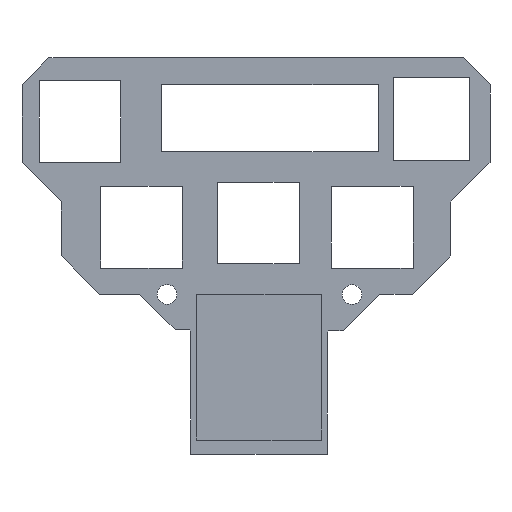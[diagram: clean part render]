
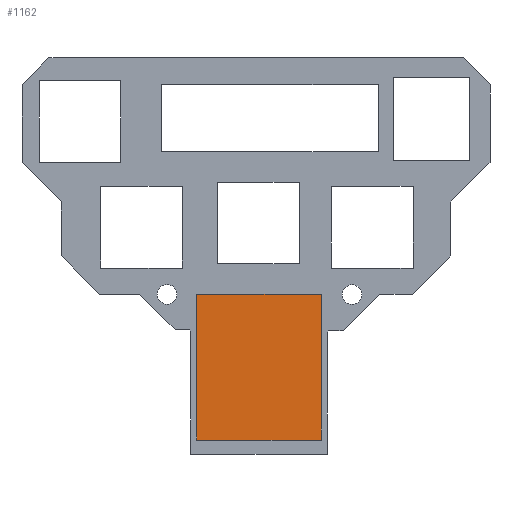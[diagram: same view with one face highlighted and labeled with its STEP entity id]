
A CAD part, front view. The second image highlights one B-rep face of the part: STEP entity #1162.
In plain terms, the highlighted planar face has unit normal (0, -1, 0).
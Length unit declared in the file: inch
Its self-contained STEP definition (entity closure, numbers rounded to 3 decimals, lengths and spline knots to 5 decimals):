
#42=FACE_OUTER_BOUND('',#99,.T.);
#99=EDGE_LOOP('',(#781,#782,#783,#784));
#175=LINE('',#1586,#337);
#179=LINE('',#1595,#341);
#181=LINE('',#1598,#343);
#182=LINE('',#1599,#344);
#337=VECTOR('',#1298,0.3937);
#341=VECTOR('',#1304,0.3937);
#343=VECTOR('',#1308,0.3937);
#344=VECTOR('',#1309,0.3937);
#499=VERTEX_POINT('',#1583);
#500=VERTEX_POINT('',#1585);
#503=VERTEX_POINT('',#1592);
#504=VERTEX_POINT('',#1594);
#609=EDGE_CURVE('',#500,#499,#175,.T.);
#613=EDGE_CURVE('',#504,#503,#179,.T.);
#615=EDGE_CURVE('',#504,#499,#181,.T.);
#616=EDGE_CURVE('',#500,#503,#182,.T.);
#781=ORIENTED_EDGE('',*,*,#615,.F.);
#782=ORIENTED_EDGE('',*,*,#613,.T.);
#783=ORIENTED_EDGE('',*,*,#616,.F.);
#784=ORIENTED_EDGE('',*,*,#609,.T.);
#1107=PLANE('',#1233);
#1162=ADVANCED_FACE('',(#42),#1107,.T.);
#1233=AXIS2_PLACEMENT_3D('',#1597,#1306,#1307);
#1298=DIRECTION('',(-1.,0.,0.));
#1304=DIRECTION('',(1.,0.,0.));
#1306=DIRECTION('center_axis',(0.,-1.,0.));
#1307=DIRECTION('ref_axis',(0.,0.,-1.));
#1308=DIRECTION('',(0.,0.,1.));
#1309=DIRECTION('',(0.,0.,-1.));
#1583=CARTESIAN_POINT('',(0.41964,0.68971,2.12079));
#1585=CARTESIAN_POINT('',(1.18182,0.68971,2.12079));
#1586=CARTESIAN_POINT('',(1.18182,0.68971,2.12079));
#1592=CARTESIAN_POINT('',(1.18159,0.68971,1.23104));
#1594=CARTESIAN_POINT('',(0.41941,0.68971,1.23104));
#1595=CARTESIAN_POINT('',(0.41941,0.68971,1.23104));
#1597=CARTESIAN_POINT('Origin',(0.80062,0.68971,1.67592));
#1598=CARTESIAN_POINT('',(0.41947,0.68971,1.45353));
#1599=CARTESIAN_POINT('',(1.18176,0.68971,1.89831));
